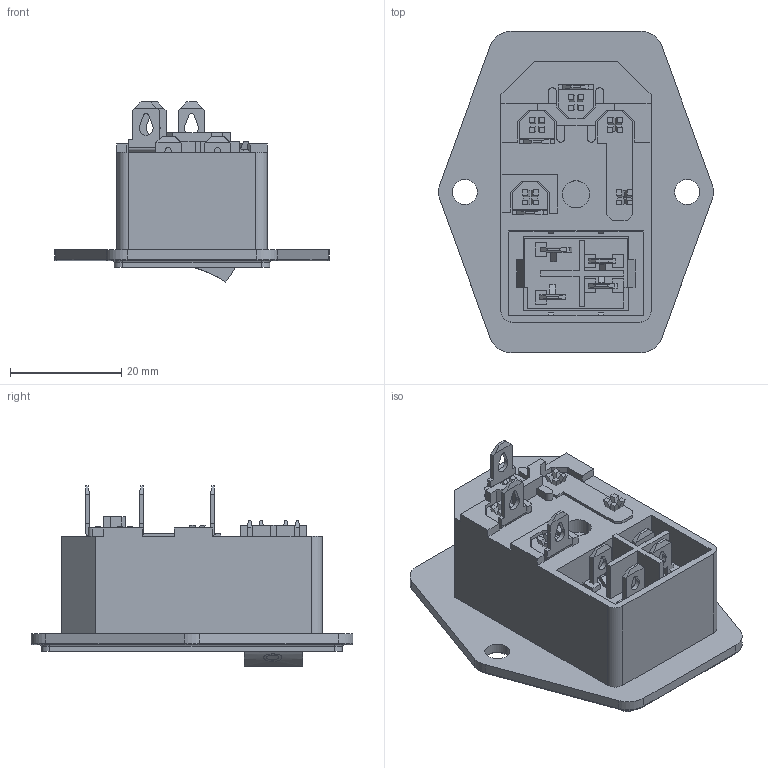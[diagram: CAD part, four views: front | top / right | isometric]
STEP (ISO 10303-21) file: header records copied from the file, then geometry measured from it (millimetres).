
FILE_DESCRIPTION (( 'STEP AP214' ), '1' );
FILE_NAME ('IEC320-C14.STEP', '2018-01-31T12:30:13', ( 'rhbruning' ), ( 'Hewlett-Packard Company' ), 'SwSTEP 2.0', 'SolidWorks 2017', '' );
FILE_SCHEMA (( 'AUTOMOTIVE_DESIGN' ));
Length unit declared in the file: millimetre
Products named in the file (17): fuse_clip_set; ilpm_case; IEC320-C14; correct_big_tab; stamped_cond; spot; switch; sm_tab_type2b; sm_tab_type2a; sm_tab_type1b; sm_tab_type1a; rocker; switch_base; fuse; fuse-holder; blade_12; blade_15
Assembly tree (20 placements, depth 3):
  IEC320-C14
    ilpm_case
    fuse_clip_set
    blade_15
    blade_12  x2
    fuse-holder
    fuse
    switch
      switch_base
      rocker
      sm_tab_type1a
      sm_tab_type1b
      sm_tab_type2a
      sm_tab_type2b
    spot  x2
    stamped_cond
    correct_big_tab  x3
Bounding box: 49.49 x 57.9 x 32.4 mm (x, y, z)
Volume: 15132.5 mm3; surface area: 20734.1 mm2
Topology: 25 solids, 25 shells, 966 faces, 2559 edges, 1660 vertices
Faces by surface type: plane 686, cylinder 208, torus 43, cone 20, bspline 9
Entity records: 30477 total; most frequent: CARTESIAN_POINT 6128, ORIENTED_EDGE 4580, DIRECTION 4523, EDGE_CURVE 2290, VECTOR 1757, LINE 1757, VERTEX_POINT 1485, AXIS2_PLACEMENT_3D 1383
